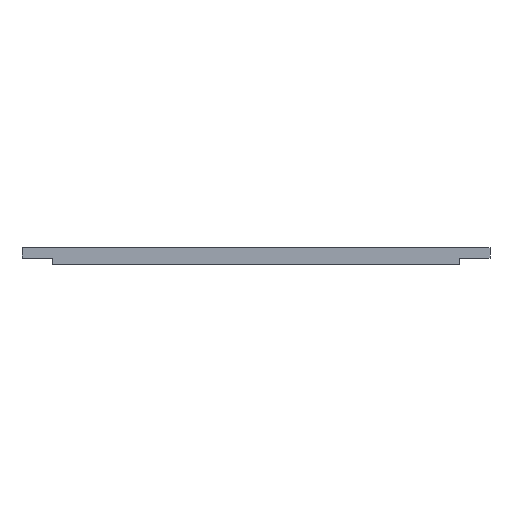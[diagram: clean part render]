
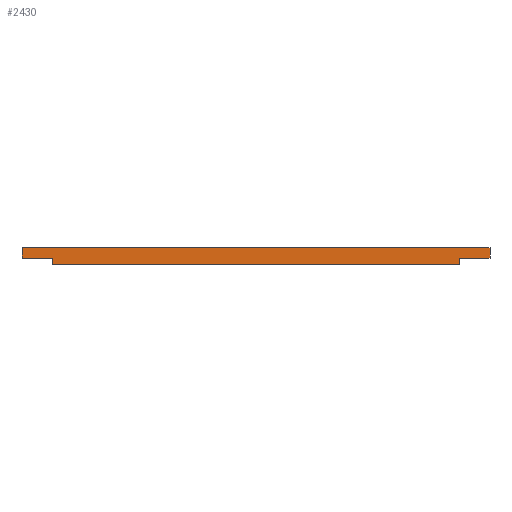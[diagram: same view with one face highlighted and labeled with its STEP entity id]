
A CAD part, front view. The second image highlights one B-rep face of the part: STEP entity #2430.
In plain terms, the highlighted planar face has unit normal (0, -1, 0).
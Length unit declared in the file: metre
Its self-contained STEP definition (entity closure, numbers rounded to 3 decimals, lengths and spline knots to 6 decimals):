
#289=ORIENTED_EDGE('',*,*,#942,.T.);
#290=ORIENTED_EDGE('',*,*,#943,.T.);
#291=ORIENTED_EDGE('',*,*,#944,.T.);
#292=ORIENTED_EDGE('',*,*,#835,.T.);
#293=ORIENTED_EDGE('',*,*,#945,.F.);
#294=ORIENTED_EDGE('',*,*,#938,.F.);
#295=ORIENTED_EDGE('',*,*,#936,.F.);
#296=ORIENTED_EDGE('',*,*,#856,.F.);
#835=EDGE_CURVE('',#1175,#1174,#1406,.T.);
#856=EDGE_CURVE('',#1194,#1195,#1426,.T.);
#936=EDGE_CURVE('',#1195,#1256,#1482,.T.);
#938=EDGE_CURVE('',#1256,#1258,#1484,.T.);
#942=EDGE_CURVE('',#1194,#1260,#1488,.T.);
#943=EDGE_CURVE('',#1260,#1261,#1489,.T.);
#944=EDGE_CURVE('',#1261,#1175,#1490,.T.);
#945=EDGE_CURVE('',#1258,#1174,#1491,.T.);
#1174=VERTEX_POINT('',#3519);
#1175=VERTEX_POINT('',#3521);
#1194=VERTEX_POINT('',#3562);
#1195=VERTEX_POINT('',#3564);
#1256=VERTEX_POINT('',#3721);
#1258=VERTEX_POINT('',#3728);
#1260=VERTEX_POINT('',#3736);
#1261=VERTEX_POINT('',#3738);
#1406=LINE('',#3520,#1716);
#1426=LINE('',#3563,#1736);
#1482=LINE('',#3723,#1792);
#1484=LINE('',#3727,#1794);
#1488=LINE('',#3735,#1798);
#1489=LINE('',#3737,#1799);
#1490=LINE('',#3739,#1800);
#1491=LINE('',#3740,#1801);
#1716=VECTOR('',#2814,1.);
#1736=VECTOR('',#2840,1.);
#1792=VECTOR('',#2980,1.);
#1794=VECTOR('',#2984,1.);
#1798=VECTOR('',#2992,1.);
#1799=VECTOR('',#2993,1.);
#1800=VECTOR('',#2994,1.);
#1801=VECTOR('',#2995,1.);
#2005=EDGE_LOOP('',(#289,#290,#291,#292,#293,#294,#295,#296));
#2173=FACE_BOUND('',#2005,.T.);
#2306=PLANE('',#2608);
#2430=ADVANCED_FACE('',(#2173),#2306,.F.);
#2608=AXIS2_PLACEMENT_3D('',#3734,#2990,#2991);
#2814=DIRECTION('',(1.,0.,0.));
#2840=DIRECTION('',(1.,0.,0.));
#2980=DIRECTION('',(0.,0.,-1.));
#2984=DIRECTION('',(-1.,0.,0.));
#2990=DIRECTION('',(0.,1.,0.));
#2991=DIRECTION('',(0.,0.,1.));
#2992=DIRECTION('',(0.,0.,-1.));
#2993=DIRECTION('',(1.,0.,0.));
#2994=DIRECTION('',(0.,0.,-1.));
#2995=DIRECTION('',(0.,0.,-1.));
#3519=CARTESIAN_POINT('',(0.273047,-0.116618,0.));
#3520=CARTESIAN_POINT('',(0.172047,-0.116618,0.));
#3521=CARTESIAN_POINT('',(0.071047,-0.116618,0.));
#3562=CARTESIAN_POINT('',(0.056047,-0.116618,0.008));
#3563=CARTESIAN_POINT('',(0.172047,-0.116618,0.008));
#3564=CARTESIAN_POINT('',(0.288047,-0.116618,0.008));
#3721=CARTESIAN_POINT('',(0.288047,-0.116618,0.003));
#3723=CARTESIAN_POINT('',(0.288047,-0.116618,0.0055));
#3727=CARTESIAN_POINT('',(0.280547,-0.116618,0.003));
#3728=CARTESIAN_POINT('',(0.273047,-0.116618,0.003));
#3734=CARTESIAN_POINT('',(0.172047,-0.116618,0.0055));
#3735=CARTESIAN_POINT('',(0.056047,-0.116618,0.0055));
#3736=CARTESIAN_POINT('',(0.056047,-0.116618,0.003));
#3737=CARTESIAN_POINT('',(0.063547,-0.116618,0.003));
#3738=CARTESIAN_POINT('',(0.071047,-0.116618,0.003));
#3739=CARTESIAN_POINT('',(0.071047,-0.116618,0.0015));
#3740=CARTESIAN_POINT('',(0.273047,-0.116618,0.0015));
